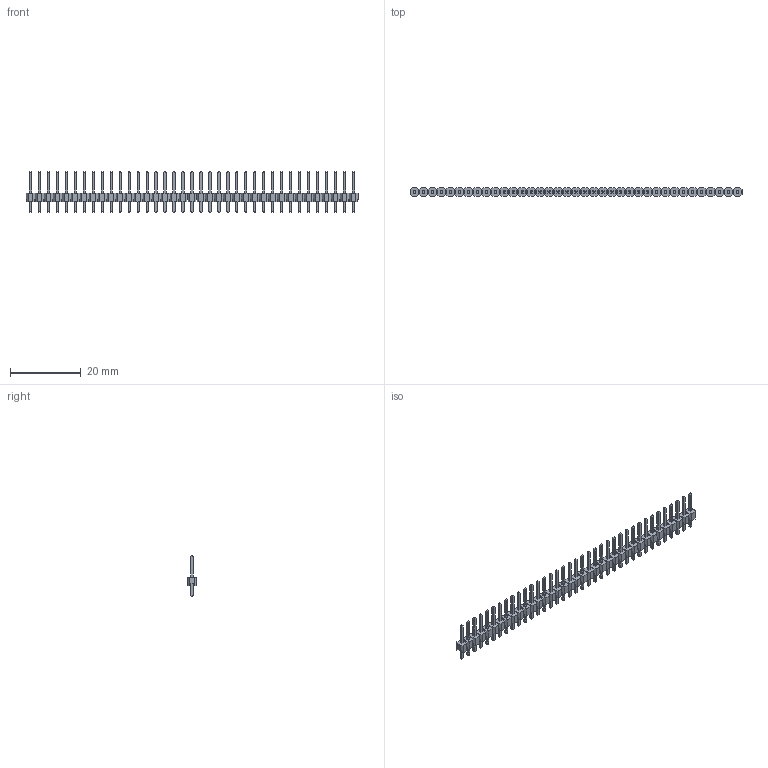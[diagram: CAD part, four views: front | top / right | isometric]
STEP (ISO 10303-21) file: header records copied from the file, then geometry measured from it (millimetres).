
FILE_DESCRIPTION(('STEP AP214'), '1');
FILE_NAME('PLS', '', ('UNSPECIFIED'), ('UNSPECIFIED'), 'ASCON STEP Converter 1.6', 'ASCON Math Kernel', '');
FILE_SCHEMA(('AUTOMOTIVE_DESIGN { 1 0 10303 214 3 1 1}'));
Length unit declared in the file: millimetre
Bounding box: 93.98 x 2.54 x 11.6 mm (x, y, z)
Volume: 568.5 mm3; surface area: 1995.6 mm2
Topology: 1 solids, 1 shells, 1228 faces, 3052 edges, 1936 vertices
Faces by surface type: plane 1228
Entity records: 45152 total; most frequent: CARTESIAN_POINT 6217, ORIENTED_EDGE 6104, DIRECTION 5510, EDGE_CURVE 3052, LINE 3052, VECTOR 3052, VERTEX_POINT 1936, FACE_BOUND 1338
